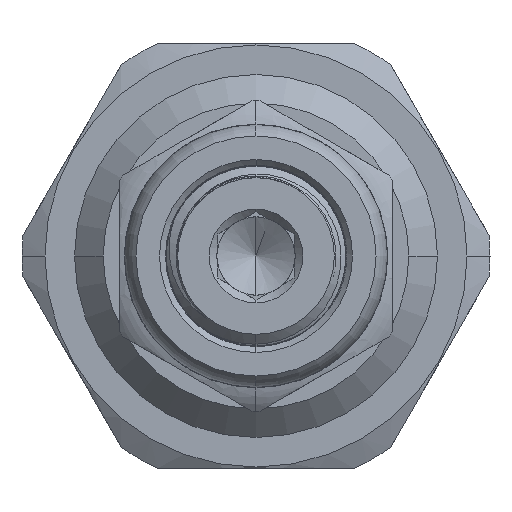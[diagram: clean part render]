
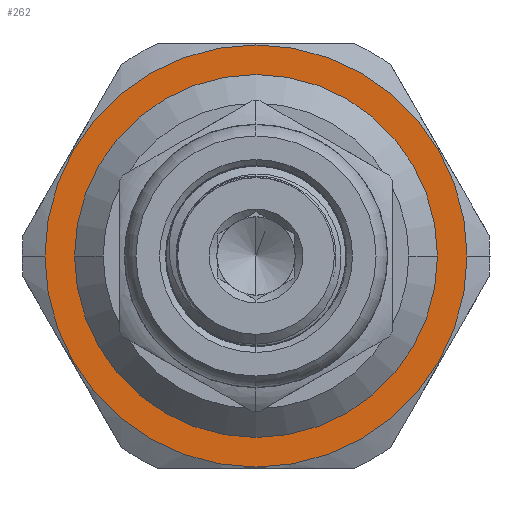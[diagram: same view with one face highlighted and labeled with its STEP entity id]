
A CAD part, left-side view. The second image highlights one B-rep face of the part: STEP entity #262.
In plain terms, the highlighted planar face has unit normal (-1, 0, 0).
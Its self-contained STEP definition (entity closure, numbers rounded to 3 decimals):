
#262 = ADVANCED_FACE ( 'NONE', ( #2927, #2920 ), #4663, .T. ) ;
#940 = EDGE_LOOP ( 'NONE', ( #1828, #1829 ) ) ;
#948 = EDGE_LOOP ( 'NONE', ( #1830, #1831 ) ) ;
#1828 = ORIENTED_EDGE ( 'NONE', *, *, #16536, .T. ) ;
#1829 = ORIENTED_EDGE ( 'NONE', *, *, #19092, .T. ) ;
#1830 = ORIENTED_EDGE ( 'NONE', *, *, #18943, .F. ) ;
#1831 = ORIENTED_EDGE ( 'NONE', *, *, #19095, .F. ) ;
#2545 = VERTEX_POINT ( 'NONE', #14342 ) ;
#2547 = VERTEX_POINT ( 'NONE', #14344 ) ;
#2567 = VERTEX_POINT ( 'NONE', #14360 ) ;
#2580 = VERTEX_POINT ( 'NONE', #14373 ) ;
#2920 = FACE_OUTER_BOUND ( 'NONE', #948, .T. ) ;
#2927 = FACE_BOUND ( 'NONE', #940, .T. ) ;
#4662 = CARTESIAN_POINT ( 'NONE',  ( 12., 0., -9.5 ) ) ;
#4663 = PLANE ( 'NONE',  #18018 ) ;
#4668 = DIRECTION ( 'NONE',  ( -1., 0., 0. ) ) ;
#4669 = DIRECTION ( 'NONE',  ( 0., 1., 0. ) ) ;
#9307 = CIRCLE ( 'NONE', #17336, 9.5 ) ;
#9929 = CIRCLE ( 'NONE', #16946, 11.05 ) ;
#10013 = CIRCLE ( 'NONE', #16605, 9.5 ) ;
#10014 = CIRCLE ( 'NONE', #17547, 11.05 ) ;
#14342 = CARTESIAN_POINT ( 'NONE',  ( 12., 9.5, 0. ) ) ;
#14344 = CARTESIAN_POINT ( 'NONE',  ( 12., -9.5, 0. ) ) ;
#14360 = CARTESIAN_POINT ( 'NONE',  ( 12., -11.05, 0. ) ) ;
#14373 = CARTESIAN_POINT ( 'NONE',  ( 12., 11.05, 0. ) ) ;
#15081 = CARTESIAN_POINT ( 'NONE',  ( 12., 0., 0. ) ) ;
#15082 = DIRECTION ( 'NONE',  ( 1., 0., 0. ) ) ;
#15083 = DIRECTION ( 'NONE',  ( 0., -1., 0. ) ) ;
#16536 = EDGE_CURVE ( 'NONE', #2547, #2545, #9307, .T. ) ;
#16605 = AXIS2_PLACEMENT_3D ( 'NONE', #21749, #21750, #21751 ) ;
#16946 = AXIS2_PLACEMENT_3D ( 'NONE', #20963, #20964, #20965 ) ;
#17336 = AXIS2_PLACEMENT_3D ( 'NONE', #15081, #15082, #15083 ) ;
#17547 = AXIS2_PLACEMENT_3D ( 'NONE', #21765, #21766, #21767 ) ;
#18018 = AXIS2_PLACEMENT_3D ( 'NONE', #4662, #4668, #4669 ) ;
#18943 = EDGE_CURVE ( 'NONE', #2567, #2580, #9929, .T. ) ;
#19092 = EDGE_CURVE ( 'NONE', #2545, #2547, #10013, .T. ) ;
#19095 = EDGE_CURVE ( 'NONE', #2580, #2567, #10014, .T. ) ;
#20963 = CARTESIAN_POINT ( 'NONE',  ( 12., 0., 0. ) ) ;
#20964 = DIRECTION ( 'NONE',  ( 1., 0., 0. ) ) ;
#20965 = DIRECTION ( 'NONE',  ( 0., -1., 0. ) ) ;
#21749 = CARTESIAN_POINT ( 'NONE',  ( 12., 0., 0. ) ) ;
#21750 = DIRECTION ( 'NONE',  ( 1., 0., 0. ) ) ;
#21751 = DIRECTION ( 'NONE',  ( 0., -1., 0. ) ) ;
#21765 = CARTESIAN_POINT ( 'NONE',  ( 12., 0., 0. ) ) ;
#21766 = DIRECTION ( 'NONE',  ( 1., 0., 0. ) ) ;
#21767 = DIRECTION ( 'NONE',  ( 0., -1., 0. ) ) ;
